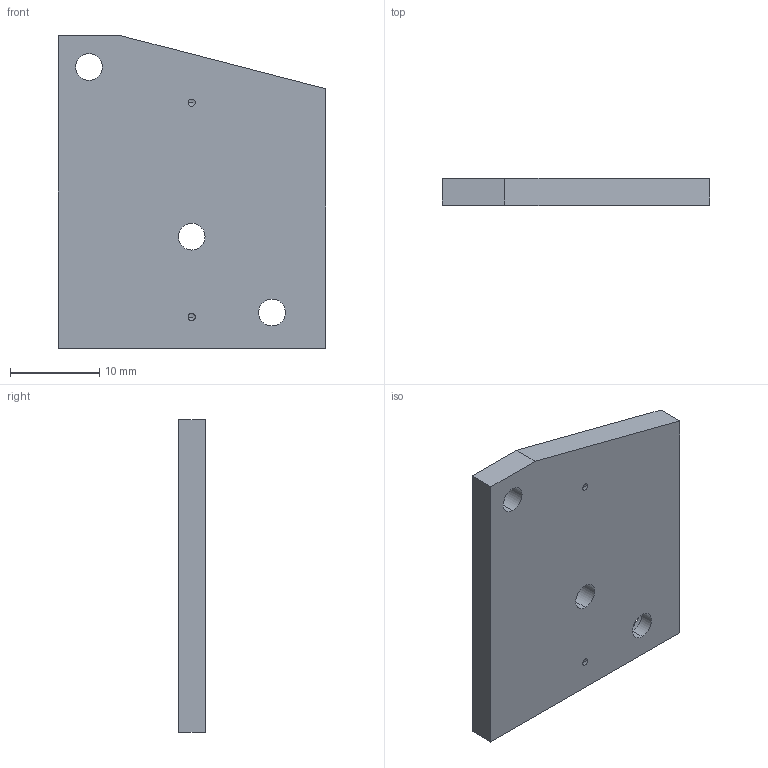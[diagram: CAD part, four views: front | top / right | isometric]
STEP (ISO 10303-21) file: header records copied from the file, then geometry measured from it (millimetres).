
FILE_DESCRIPTION (( 'STEP AP214' ), '1' );
FILE_NAME ('HeadAdjustPlate_V0.2.STEP', '2019-08-19T14:03:45', ( '' ), ( '' ), 'SwSTEP 2.0', 'SolidWorks 2010', '' );
FILE_SCHEMA (( 'AUTOMOTIVE_DESIGN' ));
Length unit declared in the file: millimetre
Products named in the file (1): HeadAdjustPlate_V0.2
Bounding box: 29.93 x 3 x 35 mm (x, y, z)
Volume: 2845.4 mm3; surface area: 2388.4 mm2
Topology: 1 solids, 1 shells, 20 faces, 47 edges, 32 vertices
Faces by surface type: cylinder 8, plane 8, sphere 4
Entity records: 637 total; most frequent: DIRECTION 113, CARTESIAN_POINT 100, ORIENTED_EDGE 94, EDGE_CURVE 47, AXIS2_PLACEMENT_3D 45, VERTEX_POINT 32, EDGE_LOOP 29, CIRCLE 24
